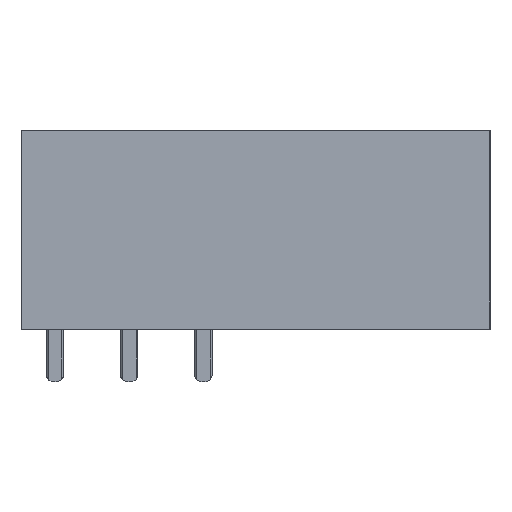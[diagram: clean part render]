
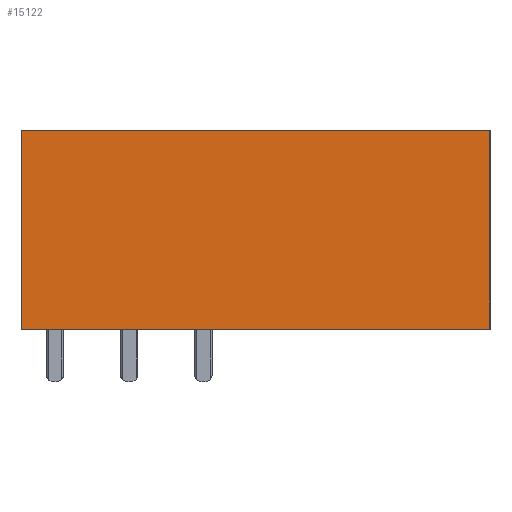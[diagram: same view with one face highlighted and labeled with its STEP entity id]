
A CAD part, left-side view. The second image highlights one B-rep face of the part: STEP entity #15122.
In plain terms, the highlighted planar face has unit normal (-1, 0, 0).
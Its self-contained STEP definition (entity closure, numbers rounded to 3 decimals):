
#15114=AXIS2_PLACEMENT_3D('Plane Axis2P3D',#15111,#15112,#15113) ;
#872=CARTESIAN_POINT('Vertex',(0.,0.,17.2)) ;
#875=CARTESIAN_POINT('Line Origine',(0.,0.,10.4)) ;
#879=CARTESIAN_POINT('Vertex',(0.,0.,3.6)) ;
#7554=CARTESIAN_POINT('Vertex',(0.,32.,3.6)) ;
#7557=CARTESIAN_POINT('Line Origine',(0.,32.,10.4)) ;
#7561=CARTESIAN_POINT('Vertex',(0.,32.,17.2)) ;
#13149=CARTESIAN_POINT('Line Origine',(0.,16.,3.6)) ;
#14827=CARTESIAN_POINT('Line Origine',(0.,16.,17.2)) ;
#15111=CARTESIAN_POINT('Axis2P3D Location',(0.,0.,0.)) ;
#876=DIRECTION('Vector Direction',(0.,0.,-1.)) ;
#7558=DIRECTION('Vector Direction',(0.,0.,1.)) ;
#13150=DIRECTION('Vector Direction',(0.,1.,0.)) ;
#14828=DIRECTION('Vector Direction',(0.,-1.,0.)) ;
#15112=DIRECTION('Axis2P3D Direction',(-1.,0.,0.)) ;
#15113=DIRECTION('Axis2P3D XDirection',(0.,0.,1.)) ;
#877=VECTOR('Line Direction',#876,1.) ;
#7559=VECTOR('Line Direction',#7558,1.) ;
#13151=VECTOR('Line Direction',#13150,1.) ;
#14829=VECTOR('Line Direction',#14828,1.) ;
#15117=ORIENTED_EDGE('',*,*,#881,.T.) ;
#15118=ORIENTED_EDGE('',*,*,#14831,.T.) ;
#15119=ORIENTED_EDGE('',*,*,#7563,.T.) ;
#15120=ORIENTED_EDGE('',*,*,#13153,.T.) ;
#15122=ADVANCED_FACE('Housing',(#15121),#15115,.T.) ;
#881=EDGE_CURVE('',#880,#873,#878,.F.) ;
#7563=EDGE_CURVE('',#7562,#7555,#7560,.F.) ;
#13153=EDGE_CURVE('',#7555,#880,#13152,.F.) ;
#14831=EDGE_CURVE('',#873,#7562,#14830,.F.) ;
#15116=EDGE_LOOP('',(#15117,#15118,#15119,#15120)) ;
#15121=FACE_OUTER_BOUND('',#15116,.T.) ;
#878=LINE('Line',#875,#877) ;
#7560=LINE('Line',#7557,#7559) ;
#13152=LINE('Line',#13149,#13151) ;
#14830=LINE('Line',#14827,#14829) ;
#15115=PLANE('',#15114) ;
#873=VERTEX_POINT('',#872) ;
#880=VERTEX_POINT('',#879) ;
#7555=VERTEX_POINT('',#7554) ;
#7562=VERTEX_POINT('',#7561) ;
